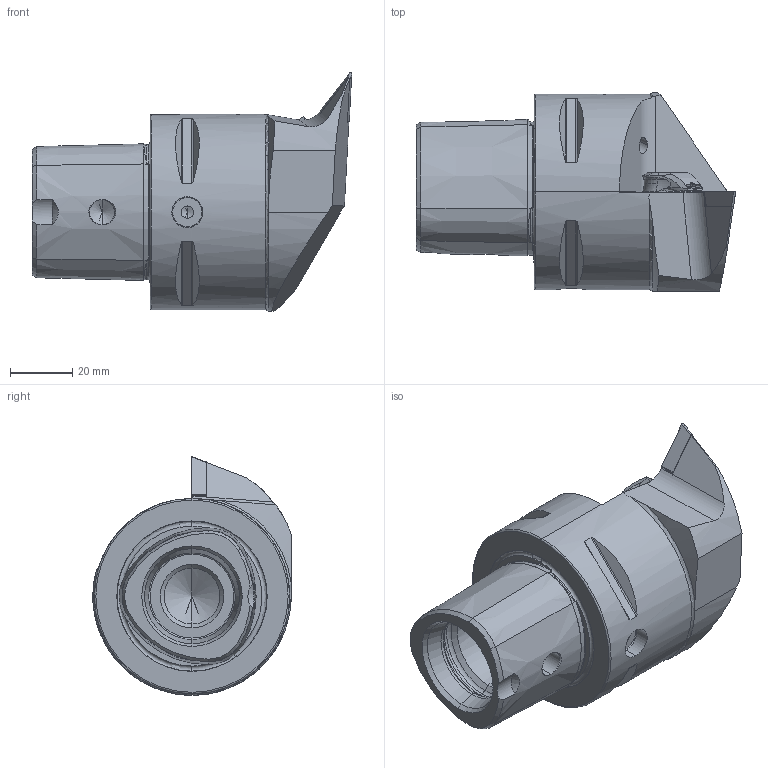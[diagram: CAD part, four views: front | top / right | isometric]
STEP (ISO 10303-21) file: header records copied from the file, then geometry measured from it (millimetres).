
FILE_DESCRIPTION (( 'STEP AP214' ), '1' );
FILE_NAME ('-KV..LUA.065-HP.STEP', '2023-12-05T09:31:24', ( '' ), ( '' ), 'SwSTEP 2.0', 'SolidWorks 2017', '' );
FILE_SCHEMA (( 'AUTOMOTIVE_DESIGN' ));
Length unit declared in the file: millimetre
Products named in the file (10): DIN 3771 - 13x1; CHP-ER1.008.014_A; PS6-KVB.LUA.065-HP_A; -KV..LUA.065-HP; DIN 3771 - 6.5x1.5; ISO 8752 2x8; VCMT160404; DIN 7991 - M5x18; CHP-PCX.000.022_B; CHP-PCX.000.022_D《e
Assembly tree (9 placements, depth 3):
  -KV..LUA.065-HP
    PS6-KVB.LUA.065-HP_A
    VCMT160404
    CHP-ER1.008.014_A
    CHP-PCX.000.022_D《e
      CHP-PCX.000.022_B
      DIN 3771 - 13x1
      DIN 3771 - 6.5x1.5
      DIN 7991 - M5x18
    ISO 8752 2x8
Bounding box: 103 x 64 x 77 mm (x, y, z)
Volume: 182320.8 mm3; surface area: 32858.5 mm2
Topology: 8 solids, 8 shells, 456 faces, 1136 edges, 680 vertices
Faces by surface type: cylinder 117, cone 117, plane 104, torus 64, bspline 54
Entity records: 18089 total; most frequent: CARTESIAN_POINT 7080, ORIENTED_EDGE 2220, DIRECTION 1987, EDGE_CURVE 1110, AXIS2_PLACEMENT_3D 803, VERTEX_POINT 680, EDGE_LOOP 484, ADVANCED_FACE 456
